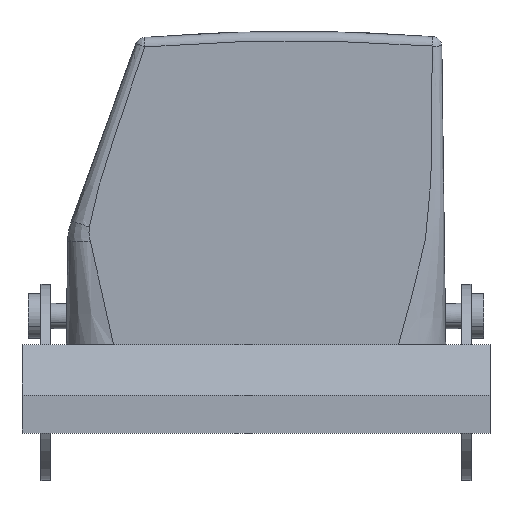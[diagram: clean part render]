
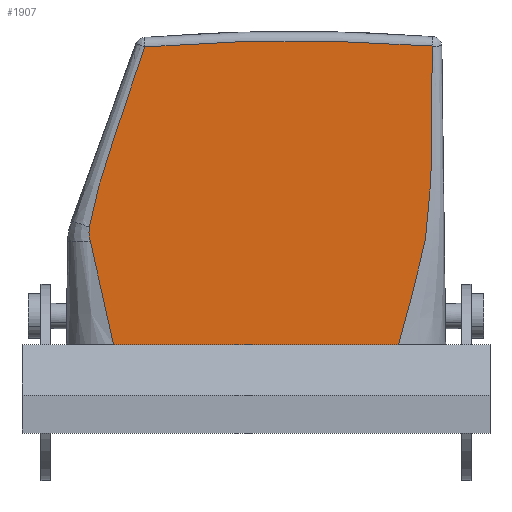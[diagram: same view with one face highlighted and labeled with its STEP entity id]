
A CAD part, left-side view. The second image highlights one B-rep face of the part: STEP entity #1907.
In plain terms, the highlighted planar face has unit normal (-1, 0, 0).
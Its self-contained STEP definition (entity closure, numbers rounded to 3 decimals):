
#1792=AXIS2_PLACEMENT_3D('Plane Axis2P3D',#1789,#1790,#1791) ;
#1892=AXIS2_PLACEMENT_3D('Circle Axis2P3D',#1890,#1891,$) ;
#503=CARTESIAN_POINT('Vertex',(19.5,14.474,21.5)) ;
#563=CARTESIAN_POINT('Vertex',(19.5,59.522,21.5)) ;
#1757=CARTESIAN_POINT('Control Point',(19.5,63.173,37.753)) ;
#1758=CARTESIAN_POINT('Control Point',(19.5,63.086,37.294)) ;
#1759=CARTESIAN_POINT('Control Point',(19.5,62.996,36.836)) ;
#1760=CARTESIAN_POINT('Control Point',(19.5,62.903,36.378)) ;
#1761=CARTESIAN_POINT('Control Point',(19.5,62.43,34.087)) ;
#1762=CARTESIAN_POINT('Control Point',(19.5,61.908,31.799)) ;
#1763=CARTESIAN_POINT('Control Point',(19.5,61.474,29.978)) ;
#1764=CARTESIAN_POINT('Control Point',(19.5,60.806,27.168)) ;
#1765=CARTESIAN_POINT('Control Point',(19.5,60.157,24.351)) ;
#1766=CARTESIAN_POINT('Control Point',(19.5,59.944,23.408)) ;
#1767=CARTESIAN_POINT('Control Point',(19.5,59.733,22.461)) ;
#1768=CARTESIAN_POINT('Control Point',(19.5,59.522,21.5)) ;
#1769=CARTESIAN_POINT('Vertex',(19.5,63.173,37.753)) ;
#1789=CARTESIAN_POINT('Axis2P3D Location',(19.5,-4.831,-12.164)) ;
#1795=CARTESIAN_POINT('Control Point',(19.5,54.577,68.567)) ;
#1796=CARTESIAN_POINT('Control Point',(19.5,54.99,67.393)) ;
#1797=CARTESIAN_POINT('Control Point',(19.5,55.393,66.24)) ;
#1798=CARTESIAN_POINT('Control Point',(19.5,55.787,65.102)) ;
#1799=CARTESIAN_POINT('Control Point',(19.5,57.013,61.534)) ;
#1800=CARTESIAN_POINT('Control Point',(19.5,58.212,57.96)) ;
#1801=CARTESIAN_POINT('Control Point',(19.5,59.,55.583)) ;
#1802=CARTESIAN_POINT('Control Point',(19.5,60.057,52.377)) ;
#1803=CARTESIAN_POINT('Control Point',(19.5,61.067,49.16)) ;
#1804=CARTESIAN_POINT('Control Point',(19.5,61.309,48.379)) ;
#1805=CARTESIAN_POINT('Control Point',(19.5,61.803,46.715)) ;
#1806=CARTESIAN_POINT('Control Point',(19.5,62.256,45.039)) ;
#1807=CARTESIAN_POINT('Control Point',(19.5,62.47,44.202)) ;
#1808=CARTESIAN_POINT('Control Point',(19.5,62.789,42.874)) ;
#1809=CARTESIAN_POINT('Control Point',(19.5,63.076,41.539)) ;
#1810=CARTESIAN_POINT('Control Point',(19.5,63.177,41.048)) ;
#1811=CARTESIAN_POINT('Control Point',(19.5,63.274,40.556)) ;
#1812=CARTESIAN_POINT('Control Point',(19.5,63.366,40.064)) ;
#1813=CARTESIAN_POINT('Vertex',(19.5,63.366,40.064)) ;
#1815=CARTESIAN_POINT('Vertex',(19.5,54.577,68.567)) ;
#1819=CARTESIAN_POINT('Control Point',(19.5,63.366,40.064)) ;
#1820=CARTESIAN_POINT('Control Point',(19.5,63.398,39.797)) ;
#1821=CARTESIAN_POINT('Control Point',(19.5,63.415,39.529)) ;
#1822=CARTESIAN_POINT('Control Point',(19.5,63.417,39.262)) ;
#1823=CARTESIAN_POINT('Control Point',(19.5,63.393,38.79)) ;
#1824=CARTESIAN_POINT('Control Point',(19.5,63.321,38.332)) ;
#1825=CARTESIAN_POINT('Control Point',(19.5,63.28,38.135)) ;
#1826=CARTESIAN_POINT('Control Point',(19.5,63.231,37.941)) ;
#1827=CARTESIAN_POINT('Control Point',(19.5,63.173,37.753)) ;
#1829=CARTESIAN_POINT('Line Origine',(19.5,59.511,21.5)) ;
#1833=CARTESIAN_POINT('Vertex',(19.5,59.5,21.5)) ;
#1836=CARTESIAN_POINT('Line Origine',(19.5,59.5,18.75)) ;
#1840=CARTESIAN_POINT('Vertex',(19.5,59.5,16.)) ;
#1843=CARTESIAN_POINT('Line Origine',(19.5,37.,16.)) ;
#1847=CARTESIAN_POINT('Vertex',(19.5,14.5,16.)) ;
#1850=CARTESIAN_POINT('Line Origine',(19.5,14.5,18.75)) ;
#1854=CARTESIAN_POINT('Vertex',(19.5,14.5,21.5)) ;
#1857=CARTESIAN_POINT('Line Origine',(19.5,14.487,21.5)) ;
#1863=CARTESIAN_POINT('Control Point',(19.5,9.129,68.698)) ;
#1864=CARTESIAN_POINT('Control Point',(19.5,9.116,65.713)) ;
#1865=CARTESIAN_POINT('Control Point',(19.5,9.118,62.727)) ;
#1866=CARTESIAN_POINT('Control Point',(19.5,9.144,59.742)) ;
#1867=CARTESIAN_POINT('Control Point',(19.5,9.183,55.956)) ;
#1868=CARTESIAN_POINT('Control Point',(19.5,9.243,52.171)) ;
#1869=CARTESIAN_POINT('Control Point',(19.5,9.257,51.37)) ;
#1870=CARTESIAN_POINT('Control Point',(19.5,9.28,50.169)) ;
#1871=CARTESIAN_POINT('Control Point',(19.5,9.306,48.969)) ;
#1872=CARTESIAN_POINT('Control Point',(19.5,9.315,48.568)) ;
#1873=CARTESIAN_POINT('Control Point',(19.5,9.335,47.763)) ;
#1874=CARTESIAN_POINT('Control Point',(19.5,9.358,46.958)) ;
#1875=CARTESIAN_POINT('Control Point',(19.5,9.37,46.577)) ;
#1876=CARTESIAN_POINT('Control Point',(19.5,9.462,43.933)) ;
#1877=CARTESIAN_POINT('Control Point',(19.5,9.654,41.29)) ;
#1878=CARTESIAN_POINT('Control Point',(19.5,9.973,39.062)) ;
#1879=CARTESIAN_POINT('Control Point',(19.5,10.673,35.561)) ;
#1880=CARTESIAN_POINT('Control Point',(19.5,11.571,32.091)) ;
#1881=CARTESIAN_POINT('Control Point',(19.5,11.92,30.818)) ;
#1882=CARTESIAN_POINT('Control Point',(19.5,12.655,28.193)) ;
#1883=CARTESIAN_POINT('Control Point',(19.5,13.393,25.569)) ;
#1884=CARTESIAN_POINT('Control Point',(19.5,13.765,24.215)) ;
#1885=CARTESIAN_POINT('Control Point',(19.5,14.124,22.858)) ;
#1886=CARTESIAN_POINT('Control Point',(19.5,14.474,21.5)) ;
#1887=CARTESIAN_POINT('Vertex',(19.5,9.129,68.698)) ;
#1890=CARTESIAN_POINT('Axis2P3D Location',(19.5,31.,-229.)) ;
#1790=DIRECTION('Axis2P3D Direction',(-1.,0.,0.)) ;
#1791=DIRECTION('Axis2P3D XDirection',(0.,-0.17,0.985)) ;
#1830=DIRECTION('Vector Direction',(0.,-1.,0.)) ;
#1837=DIRECTION('Vector Direction',(0.,0.,-1.)) ;
#1844=DIRECTION('Vector Direction',(0.,-1.,0.)) ;
#1851=DIRECTION('Vector Direction',(0.,0.,-1.)) ;
#1858=DIRECTION('Vector Direction',(0.,-1.,0.)) ;
#1891=DIRECTION('Axis2P3D Direction',(-1.,0.,0.)) ;
#1831=VECTOR('Line Direction',#1830,1.) ;
#1838=VECTOR('Line Direction',#1837,1.) ;
#1845=VECTOR('Line Direction',#1844,1.) ;
#1852=VECTOR('Line Direction',#1851,1.) ;
#1859=VECTOR('Line Direction',#1858,1.) ;
#1896=ORIENTED_EDGE('',*,*,#1817,.F.) ;
#1897=ORIENTED_EDGE('',*,*,#1828,.F.) ;
#1898=ORIENTED_EDGE('',*,*,#1771,.F.) ;
#1899=ORIENTED_EDGE('',*,*,#1835,.F.) ;
#1900=ORIENTED_EDGE('',*,*,#1842,.T.) ;
#1901=ORIENTED_EDGE('',*,*,#1849,.T.) ;
#1902=ORIENTED_EDGE('',*,*,#1856,.F.) ;
#1903=ORIENTED_EDGE('',*,*,#1861,.F.) ;
#1904=ORIENTED_EDGE('',*,*,#1889,.T.) ;
#1905=ORIENTED_EDGE('',*,*,#1894,.T.) ;
#1907=ADVANCED_FACE('Hood',(#1906),#1793,.T.) ;
#1756=B_SPLINE_CURVE_WITH_KNOTS('',5,(#1757,#1758,#1759,#1760,#1761,#1762,#1763,#1764,#1765,#1766,#1767,#1768),.UNSPECIFIED.,.F.,.U.,(6,3,3,6),(94.935,98.954,115.102,123.699),.UNSPECIFIED.) ;
#1794=B_SPLINE_CURVE_WITH_KNOTS('',5,(#1795,#1796,#1797,#1798,#1799,#1800,#1801,#1802,#1803,#1804,#1805,#1806,#1807,#1808,#1809,#1810,#1811,#1812),.UNSPECIFIED.,.F.,.U.,(6,3,3,3,3,6),(37.018,47.95,69.613,77.174,84.662,89.011),.UNSPECIFIED.) ;
#1818=B_SPLINE_CURVE_WITH_KNOTS('',5,(#1819,#1820,#1821,#1822,#1823,#1824,#1825,#1826,#1827),.UNSPECIFIED.,.F.,.U.,(6,3,6),(151.938,154.936,157.269),.UNSPECIFIED.) ;
#1862=B_SPLINE_CURVE_WITH_KNOTS('',5,(#1863,#1864,#1865,#1866,#1867,#1868,#1869,#1870,#1871,#1872,#1873,#1874,#1875,#1876,#1877,#1878,#1879,#1880,#1881,#1882,#1883,#1884,#1885,#1886),.UNSPECIFIED.,.F.,.U.,(6,3,3,3,3,3,3,6),(22.988,48.84,55.772,59.239,62.748,82.148,93.429,105.435),.UNSPECIFIED.) ;
#1893=CIRCLE('generated circle',#1892,298.5) ;
#1771=EDGE_CURVE('',#564,#1770,#1756,.F.) ;
#1817=EDGE_CURVE('',#1814,#1816,#1794,.F.) ;
#1828=EDGE_CURVE('',#1770,#1814,#1818,.F.) ;
#1835=EDGE_CURVE('',#1834,#564,#1832,.F.) ;
#1842=EDGE_CURVE('',#1834,#1841,#1839,.T.) ;
#1849=EDGE_CURVE('',#1841,#1848,#1846,.T.) ;
#1856=EDGE_CURVE('',#1855,#1848,#1853,.T.) ;
#1861=EDGE_CURVE('',#504,#1855,#1860,.F.) ;
#1889=EDGE_CURVE('',#504,#1888,#1862,.F.) ;
#1894=EDGE_CURVE('',#1888,#1816,#1893,.T.) ;
#1895=EDGE_LOOP('',(#1896,#1897,#1898,#1899,#1900,#1901,#1902,#1903,#1904,#1905)) ;
#1906=FACE_OUTER_BOUND('',#1895,.T.) ;
#1832=LINE('Line',#1829,#1831) ;
#1839=LINE('Line',#1836,#1838) ;
#1846=LINE('Line',#1843,#1845) ;
#1853=LINE('Line',#1850,#1852) ;
#1860=LINE('Line',#1857,#1859) ;
#1793=PLANE('',#1792) ;
#504=VERTEX_POINT('',#503) ;
#564=VERTEX_POINT('',#563) ;
#1770=VERTEX_POINT('',#1769) ;
#1814=VERTEX_POINT('',#1813) ;
#1816=VERTEX_POINT('',#1815) ;
#1834=VERTEX_POINT('',#1833) ;
#1841=VERTEX_POINT('',#1840) ;
#1848=VERTEX_POINT('',#1847) ;
#1855=VERTEX_POINT('',#1854) ;
#1888=VERTEX_POINT('',#1887) ;
